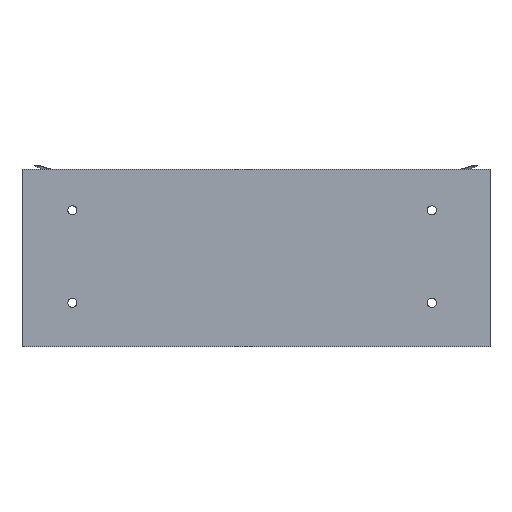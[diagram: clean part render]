
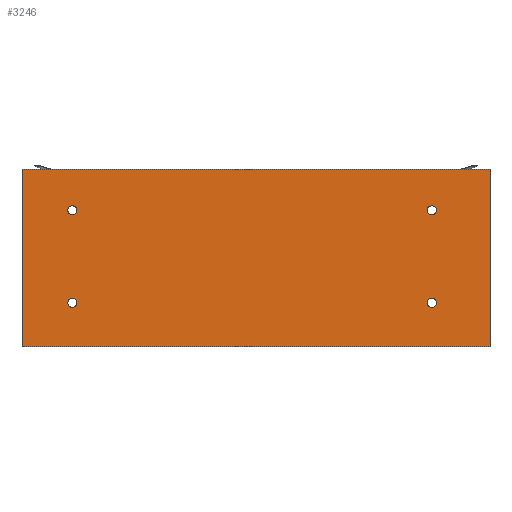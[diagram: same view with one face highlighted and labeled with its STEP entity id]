
A CAD part, front view. The second image highlights one B-rep face of the part: STEP entity #3246.
In plain terms, the highlighted planar face has unit normal (0, -1, 0).
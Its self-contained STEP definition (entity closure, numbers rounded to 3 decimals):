
#298 = CARTESIAN_POINT ( 'NONE',  ( -59.41, 0., 13.98 ) ) ;
#327 = EDGE_CURVE ( 'NONE', #38212, #28604, #15104, .T. ) ;
#513 = DIRECTION ( 'NONE',  ( 0., 0., 1. ) ) ;
#673 = CARTESIAN_POINT ( 'NONE',  ( 56.91, 0., -14.53 ) ) ;
#963 = DIRECTION ( 'NONE',  ( 0., 0., 1. ) ) ;
#1126 = CARTESIAN_POINT ( 'NONE',  ( 56.91, 0., 15.44 ) ) ;
#1512 = VECTOR ( 'NONE', #10439, 1000. ) ;
#1633 = EDGE_CURVE ( 'NONE', #36575, #14290, #33848, .T. ) ;
#2457 = DIRECTION ( 'NONE',  ( 0., 0., 1. ) ) ;
#2866 = CARTESIAN_POINT ( 'NONE',  ( 75.71, 0., 0. ) ) ;
#3187 = FACE_OUTER_BOUND ( 'NONE', #13282, .T. ) ;
#3246 = ADVANCED_FACE ( 'NONE', ( #3187, #10834, #17935, #33219, #19679 ), #18014, .F. ) ;
#3322 = EDGE_LOOP ( 'NONE', ( #5748, #36571 ) ) ;
#3734 = VERTEX_POINT ( 'NONE', #16997 ) ;
#4017 = EDGE_LOOP ( 'NONE', ( #42868, #15218 ) ) ;
#4519 = AXIS2_PLACEMENT_3D ( 'NONE', #48656, #33705, #10849 ) ;
#5337 = ORIENTED_EDGE ( 'NONE', *, *, #327, .T. ) ;
#5748 = ORIENTED_EDGE ( 'NONE', *, *, #1633, .T. ) ;
#5866 = VERTEX_POINT ( 'NONE', #19737 ) ;
#6130 = DIRECTION ( 'NONE',  ( 0., 1., 0. ) ) ;
#6273 = CIRCLE ( 'NONE', #4519, 1.46 ) ;
#6472 = LINE ( 'NONE', #45049, #37652 ) ;
#6897 = DIRECTION ( 'NONE',  ( 0., 0., -1. ) ) ;
#7018 = EDGE_CURVE ( 'NONE', #39793, #3734, #21524, .T. ) ;
#7211 = AXIS2_PLACEMENT_3D ( 'NONE', #21632, #6130, #47573 ) ;
#7855 = AXIS2_PLACEMENT_3D ( 'NONE', #16177, #23758, #33621 ) ;
#8848 = CARTESIAN_POINT ( 'NONE',  ( 56.91, 0., 16.9 ) ) ;
#8965 = DIRECTION ( 'NONE',  ( 0., 0., 1. ) ) ;
#9227 = ORIENTED_EDGE ( 'NONE', *, *, #34601, .F. ) ;
#10076 = CIRCLE ( 'NONE', #7855, 1.46 ) ;
#10251 = EDGE_CURVE ( 'NONE', #44120, #40802, #44015, .T. ) ;
#10439 = DIRECTION ( 'NONE',  ( 0., 0., -1. ) ) ;
#10722 = AXIS2_PLACEMENT_3D ( 'NONE', #1126, #31451, #963 ) ;
#10834 = FACE_BOUND ( 'NONE', #39835, .T. ) ;
#10849 = DIRECTION ( 'NONE',  ( 0., 0., 1. ) ) ;
#11182 = EDGE_CURVE ( 'NONE', #44633, #5866, #6273, .T. ) ;
#12579 = CARTESIAN_POINT ( 'NONE',  ( -59.41, 0., 15.44 ) ) ;
#13225 = EDGE_CURVE ( 'NONE', #5866, #44633, #39730, .T. ) ;
#13282 = EDGE_LOOP ( 'NONE', ( #43410, #26137, #5337, #9227 ) ) ;
#14212 = DIRECTION ( 'NONE',  ( 0., 1., 0. ) ) ;
#14290 = VERTEX_POINT ( 'NONE', #8848 ) ;
#15104 = LINE ( 'NONE', #35295, #22791 ) ;
#15162 = CIRCLE ( 'NONE', #10722, 1.46 ) ;
#15218 = ORIENTED_EDGE ( 'NONE', *, *, #10251, .T. ) ;
#15610 = AXIS2_PLACEMENT_3D ( 'NONE', #40811, #30433, #513 ) ;
#16050 = ORIENTED_EDGE ( 'NONE', *, *, #11182, .T. ) ;
#16177 = CARTESIAN_POINT ( 'NONE',  ( -59.41, 0., 15.44 ) ) ;
#16997 = CARTESIAN_POINT ( 'NONE',  ( 75.71, 0., 28.74 ) ) ;
#17052 = AXIS2_PLACEMENT_3D ( 'NONE', #44460, #14212, #21818 ) ;
#17308 = EDGE_CURVE ( 'NONE', #39793, #38212, #6472, .T. ) ;
#17501 = CARTESIAN_POINT ( 'NONE',  ( 75.71, 0., -28.74 ) ) ;
#17935 = FACE_BOUND ( 'NONE', #36812, .T. ) ;
#18014 = PLANE ( 'NONE',  #17052 ) ;
#18475 = CARTESIAN_POINT ( 'NONE',  ( 56.91, 0., -15.99 ) ) ;
#19679 = FACE_BOUND ( 'NONE', #3322, .T. ) ;
#19737 = CARTESIAN_POINT ( 'NONE',  ( -59.41, 0., -13.07 ) ) ;
#20005 = CARTESIAN_POINT ( 'NONE',  ( 56.91, 0., 13.98 ) ) ;
#21019 = LINE ( 'NONE', #2866, #1512 ) ;
#21524 = LINE ( 'NONE', #31756, #44981 ) ;
#21632 = CARTESIAN_POINT ( 'NONE',  ( 56.91, 0., 15.44 ) ) ;
#21818 = DIRECTION ( 'NONE',  ( 0., 0., 1. ) ) ;
#22791 = VECTOR ( 'NONE', #42517, 1000. ) ;
#23105 = DIRECTION ( 'NONE',  ( 0., 1., 0. ) ) ;
#23350 = AXIS2_PLACEMENT_3D ( 'NONE', #673, #23105, #38357 ) ;
#23758 = DIRECTION ( 'NONE',  ( 0., 1., 0. ) ) ;
#24005 = ORIENTED_EDGE ( 'NONE', *, *, #13225, .T. ) ;
#25848 = VERTEX_POINT ( 'NONE', #35506 ) ;
#26137 = ORIENTED_EDGE ( 'NONE', *, *, #17308, .T. ) ;
#26850 = CARTESIAN_POINT ( 'NONE',  ( 56.91, 0., -13.07 ) ) ;
#27530 = ORIENTED_EDGE ( 'NONE', *, *, #43508, .T. ) ;
#28604 = VERTEX_POINT ( 'NONE', #17501 ) ;
#30433 = DIRECTION ( 'NONE',  ( 0., 1., 0. ) ) ;
#31451 = DIRECTION ( 'NONE',  ( 0., 1., 0. ) ) ;
#31527 = DIRECTION ( 'NONE',  ( 0., 1., 0. ) ) ;
#31561 = CARTESIAN_POINT ( 'NONE',  ( -75.71, 0., 28.74 ) ) ;
#31756 = CARTESIAN_POINT ( 'NONE',  ( 0., 0., 28.74 ) ) ;
#33219 = FACE_BOUND ( 'NONE', #4017, .T. ) ;
#33621 = DIRECTION ( 'NONE',  ( 0., 0., 1. ) ) ;
#33705 = DIRECTION ( 'NONE',  ( 0., 1., 0. ) ) ;
#33848 = CIRCLE ( 'NONE', #7211, 1.46 ) ;
#33999 = AXIS2_PLACEMENT_3D ( 'NONE', #12579, #31527, #8965 ) ;
#34601 = EDGE_CURVE ( 'NONE', #3734, #28604, #21019, .T. ) ;
#35295 = CARTESIAN_POINT ( 'NONE',  ( 0., 0., -28.74 ) ) ;
#35506 = CARTESIAN_POINT ( 'NONE',  ( -59.41, 0., 16.9 ) ) ;
#35741 = CIRCLE ( 'NONE', #23350, 1.46 ) ;
#35861 = DIRECTION ( 'NONE',  ( 0., 1., 0. ) ) ;
#36571 = ORIENTED_EDGE ( 'NONE', *, *, #44229, .T. ) ;
#36575 = VERTEX_POINT ( 'NONE', #20005 ) ;
#36812 = EDGE_LOOP ( 'NONE', ( #27530, #46505 ) ) ;
#37000 = VERTEX_POINT ( 'NONE', #298 ) ;
#37652 = VECTOR ( 'NONE', #6897, 1000. ) ;
#38212 = VERTEX_POINT ( 'NONE', #44452 ) ;
#38324 = EDGE_CURVE ( 'NONE', #25848, #37000, #10076, .T. ) ;
#38357 = DIRECTION ( 'NONE',  ( 0., 0., 1. ) ) ;
#39478 = CARTESIAN_POINT ( 'NONE',  ( 56.91, 0., -14.53 ) ) ;
#39730 = CIRCLE ( 'NONE', #15610, 1.46 ) ;
#39793 = VERTEX_POINT ( 'NONE', #31561 ) ;
#39835 = EDGE_LOOP ( 'NONE', ( #16050, #24005 ) ) ;
#40412 = DIRECTION ( 'NONE',  ( 1., 0., 0. ) ) ;
#40802 = VERTEX_POINT ( 'NONE', #18475 ) ;
#40811 = CARTESIAN_POINT ( 'NONE',  ( -59.41, 0., -14.53 ) ) ;
#41614 = CARTESIAN_POINT ( 'NONE',  ( -59.41, 0., -15.99 ) ) ;
#42517 = DIRECTION ( 'NONE',  ( 1., 0., 0. ) ) ;
#42868 = ORIENTED_EDGE ( 'NONE', *, *, #45908, .T. ) ;
#43410 = ORIENTED_EDGE ( 'NONE', *, *, #7018, .F. ) ;
#43508 = EDGE_CURVE ( 'NONE', #37000, #25848, #44021, .T. ) ;
#43563 = AXIS2_PLACEMENT_3D ( 'NONE', #39478, #35861, #2457 ) ;
#44015 = CIRCLE ( 'NONE', #43563, 1.46 ) ;
#44021 = CIRCLE ( 'NONE', #33999, 1.46 ) ;
#44120 = VERTEX_POINT ( 'NONE', #26850 ) ;
#44229 = EDGE_CURVE ( 'NONE', #14290, #36575, #15162, .T. ) ;
#44452 = CARTESIAN_POINT ( 'NONE',  ( -75.71, 0., -28.74 ) ) ;
#44460 = CARTESIAN_POINT ( 'NONE',  ( 0., 0., 0. ) ) ;
#44633 = VERTEX_POINT ( 'NONE', #41614 ) ;
#44981 = VECTOR ( 'NONE', #40412, 1000. ) ;
#45049 = CARTESIAN_POINT ( 'NONE',  ( -75.71, 0., 0. ) ) ;
#45908 = EDGE_CURVE ( 'NONE', #40802, #44120, #35741, .T. ) ;
#46505 = ORIENTED_EDGE ( 'NONE', *, *, #38324, .T. ) ;
#47573 = DIRECTION ( 'NONE',  ( 0., 0., 1. ) ) ;
#48656 = CARTESIAN_POINT ( 'NONE',  ( -59.41, 0., -14.53 ) ) ;
